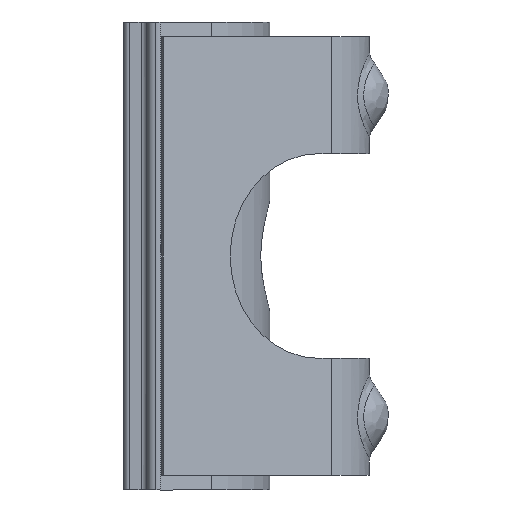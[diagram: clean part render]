
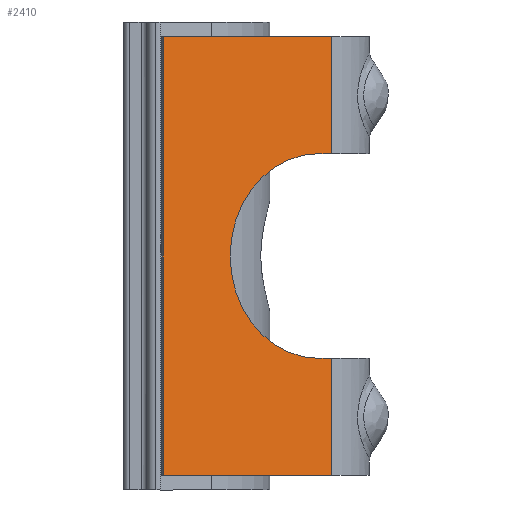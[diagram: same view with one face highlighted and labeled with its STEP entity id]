
A CAD part, left-side view. The second image highlights one B-rep face of the part: STEP entity #2410.
In plain terms, the highlighted planar face has unit normal (-0.866, -0.5, 0).
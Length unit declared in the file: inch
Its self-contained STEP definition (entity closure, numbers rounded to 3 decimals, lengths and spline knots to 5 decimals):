
#34 = CARTESIAN_POINT ( 'NONE',  ( -0.06684, -0.27954, -0.29528 ) ) ;
#53 = CARTESIAN_POINT ( 'NONE',  ( -0.06684, -0.27954, 0.29528 ) ) ;
#64 = DIRECTION ( 'NONE',  ( 0., 0., 1. ) ) ;
#70 = ORIENTED_EDGE ( 'NONE', *, *, #98, .T. ) ;
#89 = CARTESIAN_POINT ( 'NONE',  ( -0.19754, -0.05315, -0.29528 ) ) ;
#98 = EDGE_CURVE ( 'NONE', #2097, #2221, #2070, .T. ) ;
#148 = LINE ( 'NONE', #1185, #1900 ) ;
#241 = DIRECTION ( 'NONE',  ( -0.5, 0.866, 0. ) ) ;
#265 = LINE ( 'NONE', #3024, #808 ) ;
#322 = EDGE_CURVE ( 'NONE', #402, #1377, #1213, .T. ) ;
#373 = CARTESIAN_POINT ( 'NONE',  ( -0.07648, -0.26284, 0. ) ) ;
#380 = CARTESIAN_POINT ( 'NONE',  ( -0.07648, -0.26284, 0. ) ) ;
#386 = EDGE_CURVE ( 'NONE', #1615, #2097, #1867, .T. ) ;
#391 = DIRECTION ( 'NONE',  ( 0.5, -0.866, 0. ) ) ;
#402 = VERTEX_POINT ( 'NONE', #1836 ) ;
#458 = VERTEX_POINT ( 'NONE', #630 ) ;
#522 = VECTOR ( 'NONE', #241, 39.37008 ) ;
#625 = LINE ( 'NONE', #89, #997 ) ;
#630 = CARTESIAN_POINT ( 'NONE',  ( -0.06684, -0.27954, 0.1378 ) ) ;
#725 = CARTESIAN_POINT ( 'NONE',  ( -0.19754, -0.05315, 0.29528 ) ) ;
#765 = VERTEX_POINT ( 'NONE', #3251 ) ;
#808 = VECTOR ( 'NONE', #1906, 39.37008 ) ;
#916 = CARTESIAN_POINT ( 'NONE',  ( -0.19754, -0.05315, -0.29528 ) ) ;
#997 = VECTOR ( 'NONE', #1240, 39.37008 ) ;
#1109 = AXIS2_PLACEMENT_3D ( 'NONE', #380, #1467, #2559 ) ;
#1142 = DIRECTION ( 'NONE',  ( 0.5, -0.866, 0. ) ) ;
#1160 = DIRECTION ( 'NONE',  ( -0.866, -0.5, 0. ) ) ;
#1167 = DIRECTION ( 'NONE',  ( 0.5, -0.866, 0. ) ) ;
#1173 = EDGE_CURVE ( 'NONE', #2832, #1323, #3169, .T. ) ;
#1185 = CARTESIAN_POINT ( 'NONE',  ( -0.07648, -0.26284, 0.1378 ) ) ;
#1213 = LINE ( 'NONE', #916, #2967 ) ;
#1214 = CARTESIAN_POINT ( 'NONE',  ( -0.19754, -0.05315, -0.29528 ) ) ;
#1240 = DIRECTION ( 'NONE',  ( 0., 0., -1. ) ) ;
#1245 = EDGE_LOOP ( 'NONE', ( #2187, #3412, #3196, #70, #3240, #2054, #3480, #3505, #1680 ) ) ;
#1323 = VERTEX_POINT ( 'NONE', #1999 ) ;
#1377 = VERTEX_POINT ( 'NONE', #3037 ) ;
#1391 = VECTOR ( 'NONE', #64, 39.37008 ) ;
#1467 = DIRECTION ( 'NONE',  ( 0.866, 0.5, 0. ) ) ;
#1525 = CARTESIAN_POINT ( 'NONE',  ( -0.14538, -0.1435, 0. ) ) ;
#1615 = VERTEX_POINT ( 'NONE', #2852 ) ;
#1680 = ORIENTED_EDGE ( 'NONE', *, *, #2866, .T. ) ;
#1809 = EDGE_CURVE ( 'NONE', #458, #2832, #265, .T. ) ;
#1836 = CARTESIAN_POINT ( 'NONE',  ( -0.19754, -0.05315, -0.29528 ) ) ;
#1867 = LINE ( 'NONE', #3246, #522 ) ;
#1900 = VECTOR ( 'NONE', #1167, 39.37008 ) ;
#1906 = DIRECTION ( 'NONE',  ( 0., 0., 1. ) ) ;
#1923 = DIRECTION ( 'NONE',  ( 0.866, 0.5, 0. ) ) ;
#1999 = CARTESIAN_POINT ( 'NONE',  ( -0.19754, -0.05315, 0.29528 ) ) ;
#2054 = ORIENTED_EDGE ( 'NONE', *, *, #2913, .T. ) ;
#2070 = CIRCLE ( 'NONE', #2467, 0.1378 ) ;
#2097 = VERTEX_POINT ( 'NONE', #2879 ) ;
#2181 = LINE ( 'NONE', #34, #1391 ) ;
#2187 = ORIENTED_EDGE ( 'NONE', *, *, #322, .T. ) ;
#2221 = VERTEX_POINT ( 'NONE', #1525 ) ;
#2243 = AXIS2_PLACEMENT_3D ( 'NONE', #1214, #1160, #1142 ) ;
#2410 = ADVANCED_FACE ( 'NONE', ( #3525 ), #3257, .T. ) ;
#2467 = AXIS2_PLACEMENT_3D ( 'NONE', #373, #1923, #3046 ) ;
#2559 = DIRECTION ( 'NONE',  ( -0.5, 0.866, 0. ) ) ;
#2592 = CIRCLE ( 'NONE', #1109, 0.1378 ) ;
#2832 = VERTEX_POINT ( 'NONE', #53 ) ;
#2852 = CARTESIAN_POINT ( 'NONE',  ( -0.06684, -0.27954, -0.1378 ) ) ;
#2866 = EDGE_CURVE ( 'NONE', #1323, #402, #625, .T. ) ;
#2879 = CARTESIAN_POINT ( 'NONE',  ( -0.07648, -0.26284, -0.1378 ) ) ;
#2901 = DIRECTION ( 'NONE',  ( -0.5, 0.866, 0. ) ) ;
#2913 = EDGE_CURVE ( 'NONE', #765, #458, #148, .T. ) ;
#2967 = VECTOR ( 'NONE', #391, 39.37008 ) ;
#2970 = EDGE_CURVE ( 'NONE', #2221, #765, #2592, .T. ) ;
#3024 = CARTESIAN_POINT ( 'NONE',  ( -0.06684, -0.27954, -0.29528 ) ) ;
#3037 = CARTESIAN_POINT ( 'NONE',  ( -0.06684, -0.27954, -0.29528 ) ) ;
#3046 = DIRECTION ( 'NONE',  ( -0.5, 0.866, 0. ) ) ;
#3108 = EDGE_CURVE ( 'NONE', #1377, #1615, #2181, .T. ) ;
#3169 = LINE ( 'NONE', #725, #3432 ) ;
#3196 = ORIENTED_EDGE ( 'NONE', *, *, #386, .T. ) ;
#3240 = ORIENTED_EDGE ( 'NONE', *, *, #2970, .T. ) ;
#3246 = CARTESIAN_POINT ( 'NONE',  ( -0.06684, -0.27954, -0.1378 ) ) ;
#3251 = CARTESIAN_POINT ( 'NONE',  ( -0.07648, -0.26284, 0.1378 ) ) ;
#3257 = PLANE ( 'NONE',  #2243 ) ;
#3412 = ORIENTED_EDGE ( 'NONE', *, *, #3108, .T. ) ;
#3432 = VECTOR ( 'NONE', #2901, 39.37008 ) ;
#3480 = ORIENTED_EDGE ( 'NONE', *, *, #1809, .T. ) ;
#3505 = ORIENTED_EDGE ( 'NONE', *, *, #1173, .T. ) ;
#3525 = FACE_OUTER_BOUND ( 'NONE', #1245, .T. ) ;
